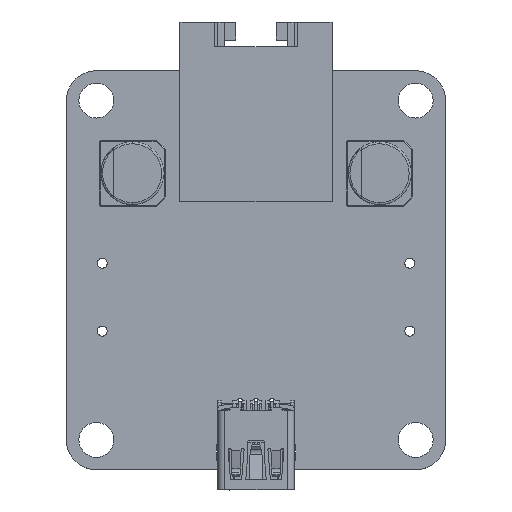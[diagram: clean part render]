
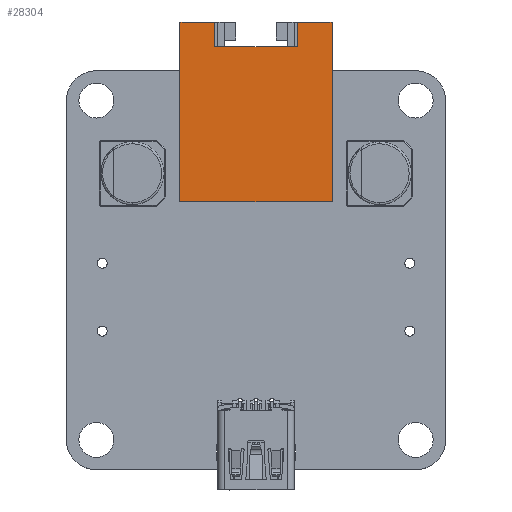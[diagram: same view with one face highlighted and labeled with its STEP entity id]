
A CAD part, top view. The second image highlights one B-rep face of the part: STEP entity #28304.
In plain terms, the highlighted face is planar.
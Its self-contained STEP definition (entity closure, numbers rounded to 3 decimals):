
#28304 = ADVANCED_FACE('',(#28305),#28371,.F.);
#28305 = FACE_BOUND('',#28306,.F.);
#28306 = EDGE_LOOP('',(#28307,#28317,#28325,#28333,#28341,#28349,#28357,
    #28365));
#28307 = ORIENTED_EDGE('',*,*,#28308,.F.);
#28308 = EDGE_CURVE('',#28309,#28311,#28313,.T.);
#28309 = VERTEX_POINT('',#28310);
#28310 = CARTESIAN_POINT('',(-4.14,0.,0.));
#28311 = VERTEX_POINT('',#28312);
#28312 = CARTESIAN_POINT('',(-4.14,-2.5,0.));
#28313 = LINE('',#28314,#28315);
#28314 = CARTESIAN_POINT('',(-4.14,0.,0.));
#28315 = VECTOR('',#28316,1.);
#28316 = DIRECTION('',(0.,-1.,0.));
#28317 = ORIENTED_EDGE('',*,*,#28318,.T.);
#28318 = EDGE_CURVE('',#28309,#28319,#28321,.T.);
#28319 = VERTEX_POINT('',#28320);
#28320 = CARTESIAN_POINT('',(-7.62,0.,0.));
#28321 = LINE('',#28322,#28323);
#28322 = CARTESIAN_POINT('',(-4.14,0.,0.));
#28323 = VECTOR('',#28324,1.);
#28324 = DIRECTION('',(-1.,0.,0.));
#28325 = ORIENTED_EDGE('',*,*,#28326,.T.);
#28326 = EDGE_CURVE('',#28319,#28327,#28329,.T.);
#28327 = VERTEX_POINT('',#28328);
#28328 = CARTESIAN_POINT('',(-7.62,-18.,0.));
#28329 = LINE('',#28330,#28331);
#28330 = CARTESIAN_POINT('',(-7.62,0.,0.));
#28331 = VECTOR('',#28332,1.);
#28332 = DIRECTION('',(0.,-1.,0.));
#28333 = ORIENTED_EDGE('',*,*,#28334,.T.);
#28334 = EDGE_CURVE('',#28327,#28335,#28337,.T.);
#28335 = VERTEX_POINT('',#28336);
#28336 = CARTESIAN_POINT('',(7.62,-18.,0.));
#28337 = LINE('',#28338,#28339);
#28338 = CARTESIAN_POINT('',(-7.62,-18.,0.));
#28339 = VECTOR('',#28340,1.);
#28340 = DIRECTION('',(1.,0.,0.));
#28341 = ORIENTED_EDGE('',*,*,#28342,.T.);
#28342 = EDGE_CURVE('',#28335,#28343,#28345,.T.);
#28343 = VERTEX_POINT('',#28344);
#28344 = CARTESIAN_POINT('',(7.62,0.,0.));
#28345 = LINE('',#28346,#28347);
#28346 = CARTESIAN_POINT('',(7.62,-18.,0.));
#28347 = VECTOR('',#28348,1.);
#28348 = DIRECTION('',(0.,1.,0.));
#28349 = ORIENTED_EDGE('',*,*,#28350,.T.);
#28350 = EDGE_CURVE('',#28343,#28351,#28353,.T.);
#28351 = VERTEX_POINT('',#28352);
#28352 = CARTESIAN_POINT('',(4.14,0.,0.));
#28353 = LINE('',#28354,#28355);
#28354 = CARTESIAN_POINT('',(7.62,0.,0.));
#28355 = VECTOR('',#28356,1.);
#28356 = DIRECTION('',(-1.,0.,0.));
#28357 = ORIENTED_EDGE('',*,*,#28358,.T.);
#28358 = EDGE_CURVE('',#28351,#28359,#28361,.T.);
#28359 = VERTEX_POINT('',#28360);
#28360 = CARTESIAN_POINT('',(4.14,-2.5,0.));
#28361 = LINE('',#28362,#28363);
#28362 = CARTESIAN_POINT('',(4.14,0.,0.));
#28363 = VECTOR('',#28364,1.);
#28364 = DIRECTION('',(0.,-1.,0.));
#28365 = ORIENTED_EDGE('',*,*,#28366,.F.);
#28366 = EDGE_CURVE('',#28311,#28359,#28367,.T.);
#28367 = LINE('',#28368,#28369);
#28368 = CARTESIAN_POINT('',(-4.14,-2.5,0.));
#28369 = VECTOR('',#28370,1.);
#28370 = DIRECTION('',(1.,0.,0.));
#28371 = PLANE('',#28372);
#28372 = AXIS2_PLACEMENT_3D('',#28373,#28374,#28375);
#28373 = CARTESIAN_POINT('',(0.,0.,0.));
#28374 = DIRECTION('',(0.,0.,1.));
#28375 = DIRECTION('',(1.,0.,0.));
